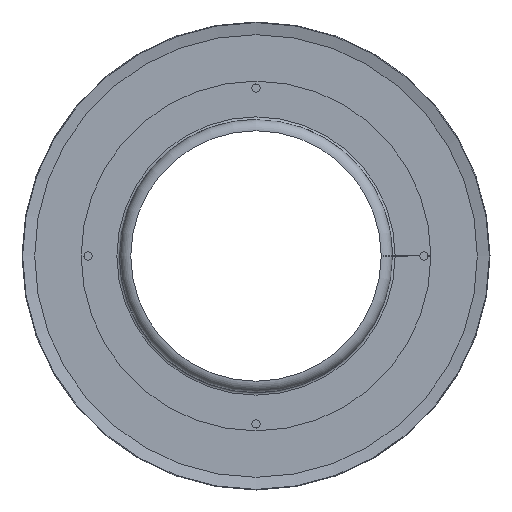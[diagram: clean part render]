
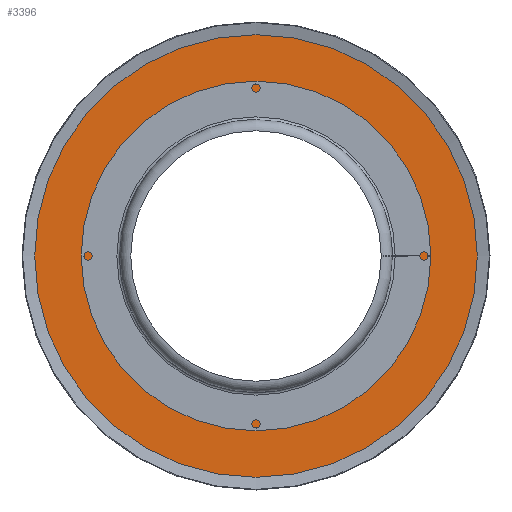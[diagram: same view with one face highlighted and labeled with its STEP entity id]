
A CAD part, front view. The second image highlights one B-rep face of the part: STEP entity #3396.
In plain terms, the highlighted face is planar.
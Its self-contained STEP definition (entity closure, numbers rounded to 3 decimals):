
#3354=CARTESIAN_POINT('',(51.5,0.9,0.0));
#3355=VERTEX_POINT('',#3354);
#3356=CARTESIAN_POINT('',(0.,0.9,0.0));
#3357=DIRECTION('',(0.0,-1.0,0.0));
#3358=DIRECTION('',(1.0,0.0,0.0));
#3359=AXIS2_PLACEMENT_3D('',#3356,#3357,#3358);
#3360=CIRCLE('',#3359,51.5);
#3361=EDGE_CURVE('',#3355,#3355,#3360,.T.);
#3377=CARTESIAN_POINT('',(65.945,0.9,0.0));
#3378=DIRECTION('',(0.0,1.0,0.0));
#3379=DIRECTION('',(0.0,0.0,1.0));
#3380=AXIS2_PLACEMENT_3D('',#3377,#3378,#3379);
#3381=PLANE('',#3380);
#3382=CARTESIAN_POINT('',(80.389,0.9,0.0));
#3383=VERTEX_POINT('',#3382);
#3384=CARTESIAN_POINT('',(0.,0.9,0.0));
#3385=DIRECTION('',(0.0,-1.0,0.0));
#3386=DIRECTION('',(1.0,0.0,0.0));
#3387=AXIS2_PLACEMENT_3D('',#3384,#3385,#3386);
#3388=CIRCLE('',#3387,80.389);
#3389=EDGE_CURVE('',#3383,#3383,#3388,.T.);
#3390=ORIENTED_EDGE('',*,*,#3389,.F.);
#3391=EDGE_LOOP('',(#3390));
#3392=FACE_OUTER_BOUND('',#3391,.T.);
#3393=ORIENTED_EDGE('',*,*,#3361,.T.);
#3394=EDGE_LOOP('',(#3393));
#3395=FACE_BOUND('',#3394,.T.);
#3396=ADVANCED_FACE('',(#3392,#3395),#3381,.T.);
